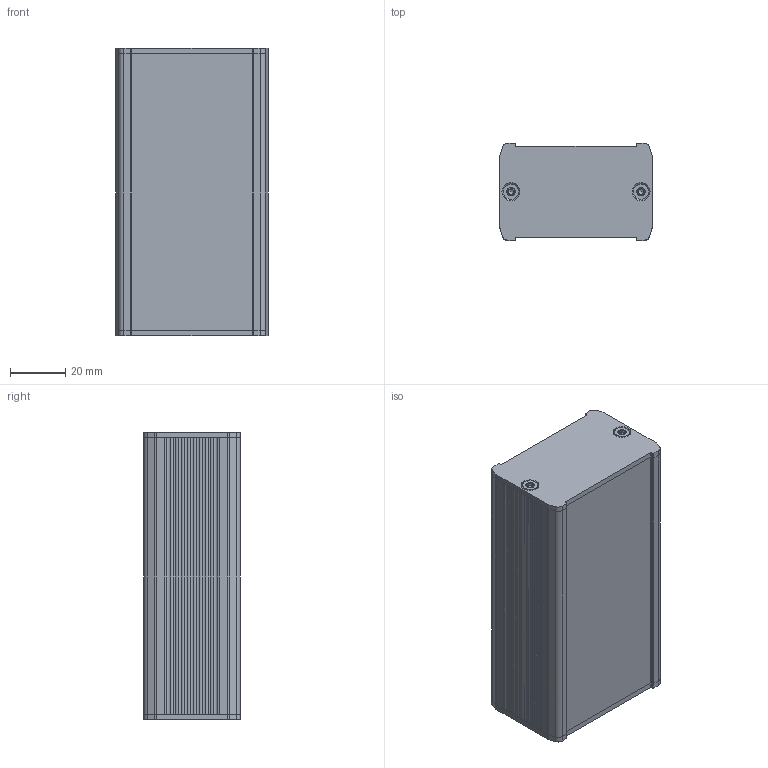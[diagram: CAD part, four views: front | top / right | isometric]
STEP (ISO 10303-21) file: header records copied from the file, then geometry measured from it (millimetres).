
FILE_DESCRIPTION((''),'2;1');
FILE_NAME('TUF55_35_100.stp','2014-02-03T15:24:06',('lochen'),(''),'Autodesk Inventor 2012','Autodesk Inventor 2012','');
FILE_SCHEMA(('AUTOMOTIVE_DESIGN { 1 0 10303 214 1 1 1 1 }'));
Length unit declared in the file: millimetre
Products named in the file (4): TUF55_35_100; 001031842; 001034287; 001033088
Assembly tree (7 placements, depth 2):
  TUF55_35_100
    001031842  x2
    001034287
    001033088  x4
Bounding box: 55 x 35 x 104 mm (x, y, z)
Volume: 41898.4 mm3; surface area: 48391.4 mm2
Topology: 7 solids, 7 shells, 554 faces, 1540 edges, 992 vertices
Faces by surface type: cylinder 234, plane 216, bspline 48, torus 40, cone 16
Full cylindrical faces by diameter (mm): 3 x4, 3.4 x4, 5.5 x4
Entity records: 10331 total; most frequent: CARTESIAN_POINT 2053, DIRECTION 1710, ORIENTED_EDGE 1652, EDGE_CURVE 826, AXIS2_PLACEMENT_3D 607, VERTEX_POINT 550, VECTOR 496, LINE 496
